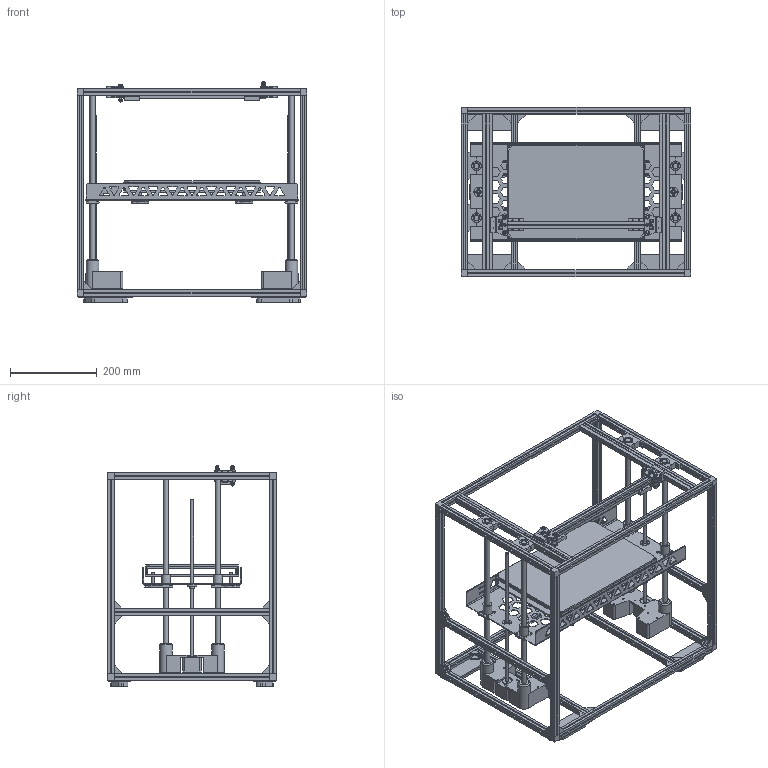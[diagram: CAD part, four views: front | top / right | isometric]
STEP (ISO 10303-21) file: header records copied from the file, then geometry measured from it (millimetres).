
FILE_DESCRIPTION(/* description */ (''),/* implementation_level */ '2;1');
FILE_NAME(/* name */ 'CODEX_Mk2.stp',/* time_stamp */ '2024-04-14T12:36:24+02:00',/* author */ ('remop'),/* organization */ (''),/* preprocessor_version */ 'ST-DEVELOPER v19.2',/* originating_system */ 'Autodesk Inventor 2023',/* authorisation */ '');
FILE_SCHEMA (('AUTOMOTIVE_DESIGN { 1 0 10303 214 3 1 1 }'));
Products named in the file (43): CODEX_Assembly; H-Bot_BottomFrame; Frame_Foot_Solid; Frame_Foot_Flex; H-Bot_TopFrame; Beam_360mm; Beam_CornerCube; Beam_360mm_1; Beam_CornerTri; MK2_ZAxis; ZAxisSlider; LM12UU; H-Bot_Printbed; Z-Axis_BedBase; Varipower_Bed; Heatbed_Glass; Heatbed_Spacer; Heatbed_LevelingRod; Heatbed_LevelingWheel; Motor_Z_Nut; MK2_ZGuides; LinearRod_DM12_400mm; ZAxis_RodMount; ZAxis_RodClamp; ZAxis_RodDampener; Mk2C_ZAxisDrive; Motor_Z; Mk2C_ZAxisDriveBlock; Mk2C_YAxis; MGNR12_360; Mk2C_XSlider; Gantry_Baseblock; Y Axis Gantry Baseblock (CNC); AS 1420 - 1973 - M3 x 10; AS 1237 - 5; 6mm toothed idler; AS 1420 - 1973 - M3 x 8; BS 4168 - M5 x 30; DIN 1587 - M5; Idler Spacer ...
Assembly tree (141 placements, depth 4):
  CODEX_Assembly
    H-Bot_BottomFrame
      Beam_360mm_2  x4
      Beam_CornerCube  x4
      Beam_CornerTri  x12
      Beam_360mm_1  x2
      Frame_Foot_Solid  x4
      Frame_Foot_Flex  x4
    H-Bot_TopFrame
      Beam_360mm  x4
      Beam_360mm_2  x4
      Beam_CornerCube  x4
      Beam_360mm_1  x2
      Beam_CornerTri  x16
    MK2_ZAxis
      ZAxisSlider
      LM12UU  x4
      H-Bot_Printbed
        Z-Axis_BedBase
        Varipower_Bed
        Heatbed_Glass
        Heatbed_Spacer  x4
        Heatbed_LevelingRod  x4
        Heatbed_LevelingWheel  x4
      Motor_Z_Nut  x2
    MK2_ZGuides
      LinearRod_DM12_400mm  x4
      ZAxis_RodMount  x4
      ZAxis_RodClamp  x4
      ZAxis_RodDampener  x8
    Mk2C_ZAxisDrive  x2
      Motor_Z
      Mk2C_ZAxisDriveBlock
    Mk2C_YAxis
      Beam_360mm_2  x3
      MGNR12_360  x2
      Mk2C_XSlider  x2
        MGN12C
        Gantry_Baseblock
        Y Axis Gantry Baseblock (CNC)
        AS 1420 - 1973 - M3 x 10
        AS 1237 - 5
        6mm toothed idler
        AS 1420 - 1973 - M3 x 8
        BS 4168 - M5 x 30
        DIN 1587 - M5
        Idler Spacer
      MGN12C  x2
      MGNR12_315
Bounding box: 530 x 390 x 509.97 mm (x, y, z)
Volume: 4058814 mm3; surface area: 1777429.4 mm2
Topology: 154 solids, 154 shells, 3859 faces, 9700 edges, 6256 vertices
Faces by surface type: plane 2585, cylinder 888, cone 350, torus 32, sphere 4
Full cylindrical faces by diameter (mm): 2.459 x44, 2.9 x8, 3 x28, 3.2 x16, 3.4 x43, 3.5 x40, 3.6 x16, 3.7 x72, 4.134 x4, 4.5 x16, 5 x12, 5.2 x8, 5.3 x4, 5.5 x18, 6 x28, 6.5 x59, 7.5 x4, 8 x4, 9.5 x8, 10 x4, 11 x2, 12 x12, 12.5 x4, 15 x8, 21 x4, 22 x4, 23 x4, 29.5 x4
Entity records: 50246 total; most frequent: CARTESIAN_POINT 8458, DIRECTION 8341, ORIENTED_EDGE 8066, EDGE_CURVE 4033, LINE 3049, VECTOR 3049, VERTEX_POINT 2646, AXIS2_PLACEMENT_3D 2646
